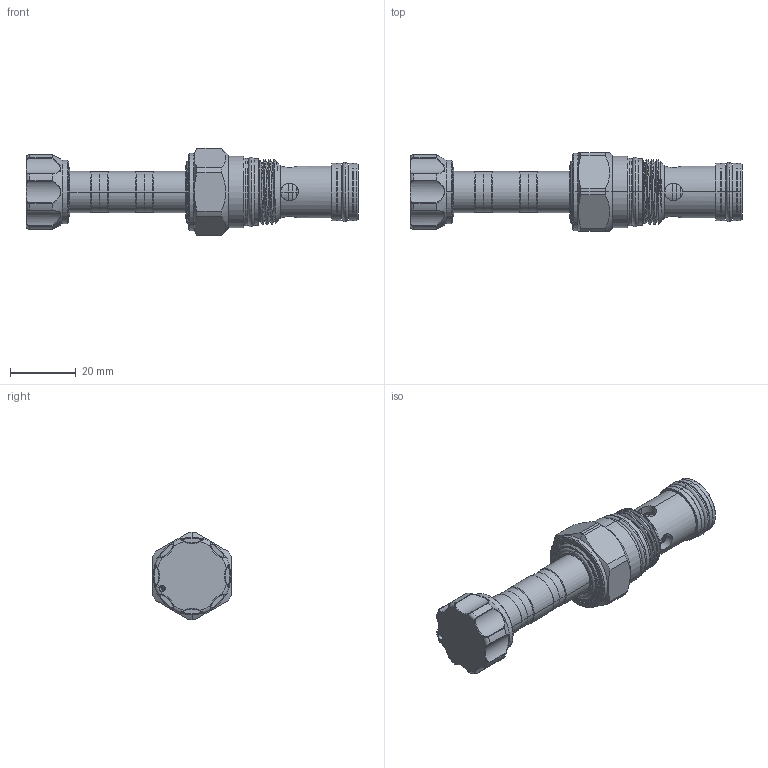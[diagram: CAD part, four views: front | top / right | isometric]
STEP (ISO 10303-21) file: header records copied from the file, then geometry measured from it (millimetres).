
FILE_DESCRIPTION (( 'STEP AP203' ), '1' );
FILE_NAME ('EP13A2A03N05.STEP', '2020-03-30T03:11:43', ( '' ), ( '' ), 'SwSTEP 2.0', 'SolidWorks 2018', '' );
FILE_SCHEMA (( 'CONFIG_CONTROL_DESIGN' ));
Length unit declared in the file: millimetre
Products named in the file (1): EP13A2A03N05
Bounding box: 101.35 x 24 x 26.7 mm (x, y, z)
Volume: 19194.2 mm3; surface area: 17188.1 mm2
Topology: 14 solids, 14 shells, 454 faces, 1073 edges, 654 vertices
Faces by surface type: cylinder 219, cone 84, plane 53, torus 51, bspline 43, sphere 4
Entity records: 24858 total; most frequent: CARTESIAN_POINT 14810, ORIENTED_EDGE 2128, DIRECTION 2071, EDGE_CURVE 1064, AXIS2_PLACEMENT_3D 879, VERTEX_POINT 651, EDGE_LOOP 503, CIRCLE 467
